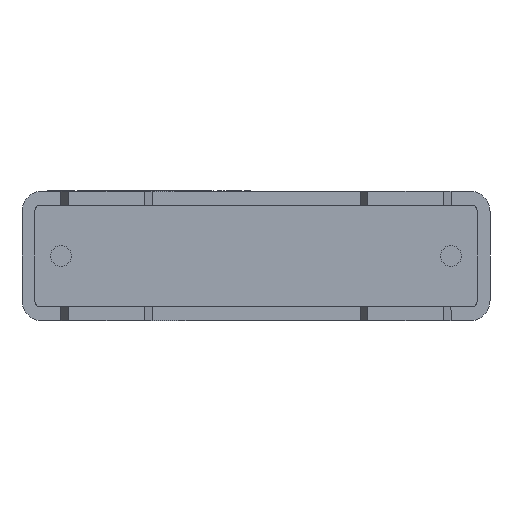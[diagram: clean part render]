
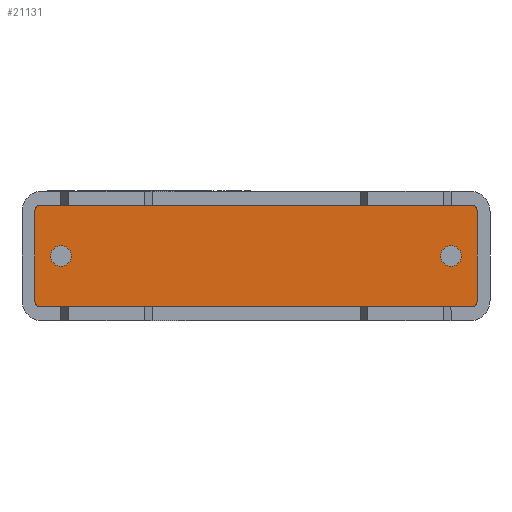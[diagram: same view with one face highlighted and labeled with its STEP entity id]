
A CAD part, front view. The second image highlights one B-rep face of the part: STEP entity #21131.
In plain terms, the highlighted planar face has unit normal (0, -1, 0).
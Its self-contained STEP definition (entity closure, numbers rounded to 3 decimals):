
#346 = DIRECTION ( 'NONE',  ( 0., 0., -1. ) ) ;
#504 = ORIENTED_EDGE ( 'NONE', *, *, #21919, .F. ) ;
#976 = AXIS2_PLACEMENT_3D ( 'NONE', #10161, #10253, #18133 ) ;
#1330 = VERTEX_POINT ( 'NONE', #17934 ) ;
#1464 = CIRCLE ( 'NONE', #6931, 0.4 ) ;
#1480 = AXIS2_PLACEMENT_3D ( 'NONE', #15007, #23090, #11396 ) ;
#1725 = VERTEX_POINT ( 'NONE', #20165 ) ;
#2077 = ORIENTED_EDGE ( 'NONE', *, *, #7295, .T. ) ;
#2192 = VERTEX_POINT ( 'NONE', #16243 ) ;
#2212 = EDGE_CURVE ( 'NONE', #6375, #22479, #20228, .T. ) ;
#2362 = VECTOR ( 'NONE', #3804, 1000. ) ;
#2383 = DIRECTION ( 'NONE',  ( 0., 0., -1. ) ) ;
#2573 = ORIENTED_EDGE ( 'NONE', *, *, #3834, .T. ) ;
#3062 = VECTOR ( 'NONE', #25295, 1000. ) ;
#3341 = EDGE_CURVE ( 'NONE', #1330, #8881, #1464, .T. ) ;
#3714 = CARTESIAN_POINT ( 'NONE',  ( 7.5, -4.8, 0. ) ) ;
#3750 = AXIS2_PLACEMENT_3D ( 'NONE', #3714, #12062, #2383 ) ;
#3804 = DIRECTION ( 'NONE',  ( 1., 0., 0. ) ) ;
#3834 = EDGE_CURVE ( 'NONE', #22479, #1725, #18316, .T. ) ;
#4138 = DIRECTION ( 'NONE',  ( 0., -1., 0. ) ) ;
#4189 = LINE ( 'NONE', #8213, #21668 ) ;
#4255 = FACE_OUTER_BOUND ( 'NONE', #6967, .T. ) ;
#6102 = FACE_BOUND ( 'NONE', #18905, .T. ) ;
#6375 = VERTEX_POINT ( 'NONE', #11204 ) ;
#6416 = AXIS2_PLACEMENT_3D ( 'NONE', #7620, #13257, #9387 ) ;
#6931 = AXIS2_PLACEMENT_3D ( 'NONE', #22342, #20267, #8699 ) ;
#6967 = EDGE_LOOP ( 'NONE', ( #2077, #16147, #2573, #15809, #20492, #15468, #23355, #11672 ) ) ;
#7295 = EDGE_CURVE ( 'NONE', #23802, #6375, #18538, .T. ) ;
#7620 = CARTESIAN_POINT ( 'NONE',  ( 7.5, -4.8, 0. ) ) ;
#7700 = DIRECTION ( 'NONE',  ( 0., 0., 1. ) ) ;
#7912 = CIRCLE ( 'NONE', #6416, 0.4 ) ;
#8213 = CARTESIAN_POINT ( 'NONE',  ( 8.5, -4.8, 1.95 ) ) ;
#8466 = CARTESIAN_POINT ( 'NONE',  ( -7.5, -4.8, 0. ) ) ;
#8505 = CARTESIAN_POINT ( 'NONE',  ( 8.3, -4.8, 1.75 ) ) ;
#8699 = DIRECTION ( 'NONE',  ( 0., 0., -1. ) ) ;
#8881 = VERTEX_POINT ( 'NONE', #22475 ) ;
#9387 = DIRECTION ( 'NONE',  ( 0., 0., -1. ) ) ;
#9758 = FACE_BOUND ( 'NONE', #25047, .T. ) ;
#10159 = EDGE_CURVE ( 'NONE', #18182, #13586, #17164, .T. ) ;
#10161 = CARTESIAN_POINT ( 'NONE',  ( -8.3, -4.8, -1.75 ) ) ;
#10253 = DIRECTION ( 'NONE',  ( 0., -1., 0. ) ) ;
#10619 = CARTESIAN_POINT ( 'NONE',  ( 7.5, -4.8, -0.4 ) ) ;
#11192 = EDGE_CURVE ( 'NONE', #22423, #18182, #21117, .T. ) ;
#11204 = CARTESIAN_POINT ( 'NONE',  ( -8.5, -4.8, -1.75 ) ) ;
#11206 = CIRCLE ( 'NONE', #1480, 0.2 ) ;
#11396 = DIRECTION ( 'NONE',  ( 0., 0., -1. ) ) ;
#11672 = ORIENTED_EDGE ( 'NONE', *, *, #23075, .T. ) ;
#11735 = CARTESIAN_POINT ( 'NONE',  ( -8.5, -4.8, 1.95 ) ) ;
#12062 = DIRECTION ( 'NONE',  ( 0., -1., 0. ) ) ;
#12098 = PLANE ( 'NONE',  #16859 ) ;
#12105 = DIRECTION ( 'NONE',  ( 0., -1., 0. ) ) ;
#12207 = CIRCLE ( 'NONE', #3750, 0.4 ) ;
#12716 = DIRECTION ( 'NONE',  ( 0., 0., -1. ) ) ;
#12854 = VERTEX_POINT ( 'NONE', #18610 ) ;
#13257 = DIRECTION ( 'NONE',  ( 0., -1., 0. ) ) ;
#13340 = VECTOR ( 'NONE', #18602, 1000. ) ;
#13586 = VERTEX_POINT ( 'NONE', #15830 ) ;
#14002 = DIRECTION ( 'NONE',  ( 0., 0., -1. ) ) ;
#14075 = ORIENTED_EDGE ( 'NONE', *, *, #18122, .F. ) ;
#14093 = EDGE_CURVE ( 'NONE', #2192, #22423, #4189, .T. ) ;
#14814 = ORIENTED_EDGE ( 'NONE', *, *, #20263, .F. ) ;
#15007 = CARTESIAN_POINT ( 'NONE',  ( -8.3, -4.8, 1.75 ) ) ;
#15362 = CARTESIAN_POINT ( 'NONE',  ( 8.5, -4.8, 1.75 ) ) ;
#15373 = CIRCLE ( 'NONE', #17660, 0.4 ) ;
#15468 = ORIENTED_EDGE ( 'NONE', *, *, #11192, .T. ) ;
#15809 = ORIENTED_EDGE ( 'NONE', *, *, #22219, .T. ) ;
#15830 = CARTESIAN_POINT ( 'NONE',  ( -8.3, -4.8, 1.95 ) ) ;
#15880 = CARTESIAN_POINT ( 'NONE',  ( -8.5, -4.8, -1.95 ) ) ;
#16147 = ORIENTED_EDGE ( 'NONE', *, *, #2212, .T. ) ;
#16243 = CARTESIAN_POINT ( 'NONE',  ( 8.5, -4.8, -1.75 ) ) ;
#16285 = ORIENTED_EDGE ( 'NONE', *, *, #3341, .F. ) ;
#16331 = CARTESIAN_POINT ( 'NONE',  ( 8.3, -4.8, 1.95 ) ) ;
#16420 = DIRECTION ( 'NONE',  ( 0., -1., 0. ) ) ;
#16573 = VERTEX_POINT ( 'NONE', #10619 ) ;
#16859 = AXIS2_PLACEMENT_3D ( 'NONE', #19807, #4138, #14002 ) ;
#17164 = LINE ( 'NONE', #11735, #3062 ) ;
#17660 = AXIS2_PLACEMENT_3D ( 'NONE', #8466, #16420, #22174 ) ;
#17675 = CIRCLE ( 'NONE', #22678, 0.2 ) ;
#17934 = CARTESIAN_POINT ( 'NONE',  ( -7.5, -4.8, -0.4 ) ) ;
#18122 = EDGE_CURVE ( 'NONE', #8881, #1330, #15373, .T. ) ;
#18133 = DIRECTION ( 'NONE',  ( 0., 0., -1. ) ) ;
#18182 = VERTEX_POINT ( 'NONE', #16331 ) ;
#18316 = LINE ( 'NONE', #15880, #2362 ) ;
#18538 = LINE ( 'NONE', #20574, #13340 ) ;
#18602 = DIRECTION ( 'NONE',  ( 0., 0., -1. ) ) ;
#18610 = CARTESIAN_POINT ( 'NONE',  ( 7.5, -4.8, 0.4 ) ) ;
#18643 = CARTESIAN_POINT ( 'NONE',  ( -8.5, -4.8, 1.75 ) ) ;
#18905 = EDGE_LOOP ( 'NONE', ( #504, #14814 ) ) ;
#19807 = CARTESIAN_POINT ( 'NONE',  ( 0., -4.8, 0. ) ) ;
#20165 = CARTESIAN_POINT ( 'NONE',  ( 8.3, -4.8, -1.95 ) ) ;
#20228 = CIRCLE ( 'NONE', #976, 0.2 ) ;
#20263 = EDGE_CURVE ( 'NONE', #16573, #12854, #12207, .T. ) ;
#20267 = DIRECTION ( 'NONE',  ( 0., -1., 0. ) ) ;
#20425 = CARTESIAN_POINT ( 'NONE',  ( 8.3, -4.8, -1.75 ) ) ;
#20492 = ORIENTED_EDGE ( 'NONE', *, *, #14093, .T. ) ;
#20505 = DIRECTION ( 'NONE',  ( 0., -1., 0. ) ) ;
#20574 = CARTESIAN_POINT ( 'NONE',  ( -8.5, -4.8, 1.95 ) ) ;
#21117 = CIRCLE ( 'NONE', #24909, 0.2 ) ;
#21131 = ADVANCED_FACE ( 'NONE', ( #6102, #9758, #4255 ), #12098, .T. ) ;
#21668 = VECTOR ( 'NONE', #7700, 1000. ) ;
#21916 = CARTESIAN_POINT ( 'NONE',  ( -8.3, -4.8, -1.95 ) ) ;
#21919 = EDGE_CURVE ( 'NONE', #12854, #16573, #7912, .T. ) ;
#22174 = DIRECTION ( 'NONE',  ( 0., 0., -1. ) ) ;
#22219 = EDGE_CURVE ( 'NONE', #1725, #2192, #17675, .T. ) ;
#22342 = CARTESIAN_POINT ( 'NONE',  ( -7.5, -4.8, 0. ) ) ;
#22423 = VERTEX_POINT ( 'NONE', #15362 ) ;
#22475 = CARTESIAN_POINT ( 'NONE',  ( -7.5, -4.8, 0.4 ) ) ;
#22479 = VERTEX_POINT ( 'NONE', #21916 ) ;
#22678 = AXIS2_PLACEMENT_3D ( 'NONE', #20425, #20505, #12716 ) ;
#23075 = EDGE_CURVE ( 'NONE', #13586, #23802, #11206, .T. ) ;
#23090 = DIRECTION ( 'NONE',  ( 0., -1., 0. ) ) ;
#23355 = ORIENTED_EDGE ( 'NONE', *, *, #10159, .T. ) ;
#23802 = VERTEX_POINT ( 'NONE', #18643 ) ;
#24909 = AXIS2_PLACEMENT_3D ( 'NONE', #8505, #12105, #346 ) ;
#25047 = EDGE_LOOP ( 'NONE', ( #14075, #16285 ) ) ;
#25295 = DIRECTION ( 'NONE',  ( -1., 0., 0. ) ) ;
